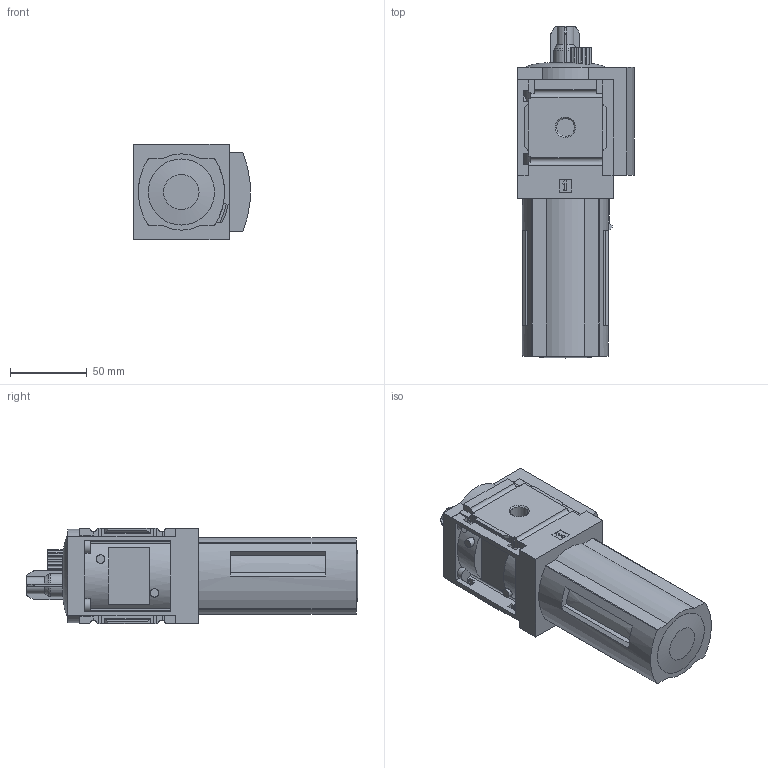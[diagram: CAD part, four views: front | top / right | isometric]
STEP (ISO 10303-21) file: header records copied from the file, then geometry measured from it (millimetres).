
FILE_DESCRIPTION(/* description */ ('STEP AP214'),/* implementation_level */ '2;1');
FILE_NAME(/* name */ '529779_MS6-LOE-1_4-R',/* time_stamp */ '2024-09-10T19:15:55+02:00',/* author */ ('License CC BY-ND 4.0'),/* organization */ ('CADENAS'),/* preprocessor_version */ 'ST-DEVELOPER v19.3',/* originating_system */ 'PARTsolutions',/* authorisation */ ' ');
FILE_SCHEMA (('AUTOMOTIVE_DESIGN {1 0 10303 214 3 1 1}'));
Length unit declared in the file: millimetre
Products named in the file (2): 529779 MS6-LOE-1/4-R; 527674 MS6-LOE-1/4-R0D
Assembly tree (1 placements, depth 2):
  529779 MS6-LOE-1/4-R
    527674 MS6-LOE-1/4-R0D
Bounding box: 75.8 x 215.8 x 62 mm (x, y, z)
Volume: 578266.8 mm3; surface area: 57658.2 mm2
Topology: 1 solids, 1 shells, 295 faces, 842 edges, 558 vertices
Faces by surface type: plane 177, cylinder 85, torus 16, cone 16, sphere 1
Full cylindrical faces by diameter (mm): 5.5 x2, 11.445 x2
Entity records: 11772 total; most frequent: CARTESIAN_POINT 1984, ORIENTED_EDGE 1654, DIRECTION 1536, EDGE_CURVE 827, VERTEX_POINT 554, LINE 538, VECTOR 538, AXIS2_PLACEMENT_3D 499
